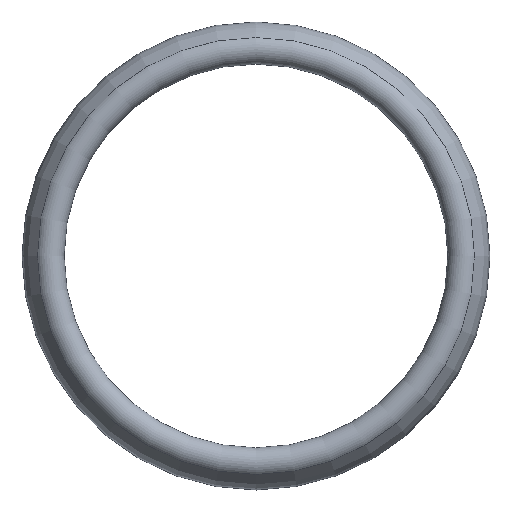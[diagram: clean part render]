
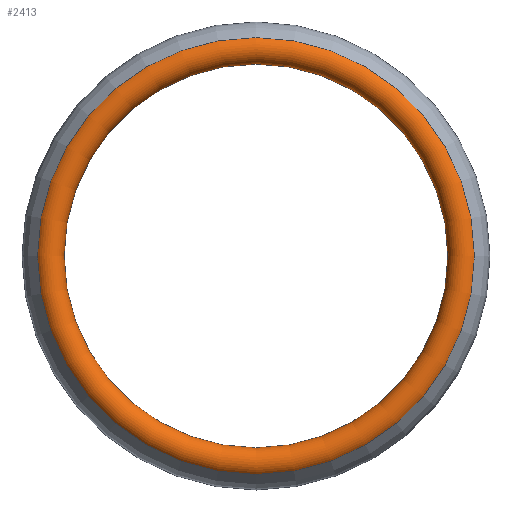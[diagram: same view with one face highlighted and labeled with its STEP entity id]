
A CAD part, top view. The second image highlights one B-rep face of the part: STEP entity #2413.
In plain terms, the highlighted toroidal (fillet/blend) face has major radius 88.5 mm and minor radius 6.5 mm.
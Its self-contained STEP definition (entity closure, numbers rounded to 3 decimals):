
#835 = VERTEX_POINT('',#836);
#836 = CARTESIAN_POINT('',(0.,82.,38.));
#842 = EDGE_CURVE('',#835,#835,#843,.T.);
#843 = CIRCLE('',#844,82.);
#844 = AXIS2_PLACEMENT_3D('',#845,#846,#847);
#845 = CARTESIAN_POINT('',(0.,0.,38.));
#846 = DIRECTION('',(0.,0.,-1.));
#847 = DIRECTION('',(0.,1.,0.));
#2413 = ADVANCED_FACE('',(#2414),#2434,.T.);
#2414 = FACE_BOUND('',#2415,.F.);
#2415 = EDGE_LOOP('',(#2416,#2425,#2432,#2433));
#2416 = ORIENTED_EDGE('',*,*,#2417,.T.);
#2417 = EDGE_CURVE('',#2418,#2418,#2420,.T.);
#2418 = VERTEX_POINT('',#2419);
#2419 = CARTESIAN_POINT('',(0.,93.284,42.4));
#2420 = CIRCLE('',#2421,93.284);
#2421 = AXIS2_PLACEMENT_3D('',#2422,#2423,#2424);
#2422 = CARTESIAN_POINT('',(0.,0.,42.4));
#2423 = DIRECTION('',(0.,0.,-1.));
#2424 = DIRECTION('',(0.,1.,0.));
#2425 = ORIENTED_EDGE('',*,*,#2426,.T.);
#2426 = EDGE_CURVE('',#2418,#835,#2427,.T.);
#2427 = CIRCLE('',#2428,6.5);
#2428 = AXIS2_PLACEMENT_3D('',#2429,#2430,#2431);
#2429 = CARTESIAN_POINT('',(0.,88.5,38.));
#2430 = DIRECTION('',(1.,0.,0.));
#2431 = DIRECTION('',(0.,1.,0.));
#2432 = ORIENTED_EDGE('',*,*,#842,.F.);
#2433 = ORIENTED_EDGE('',*,*,#2426,.F.);
#2434 = TOROIDAL_SURFACE('',#2435,88.5,6.5);
#2435 = AXIS2_PLACEMENT_3D('',#2436,#2437,#2438);
#2436 = CARTESIAN_POINT('',(0.,0.,38.));
#2437 = DIRECTION('',(0.,0.,1.));
#2438 = DIRECTION('',(0.,1.,0.));
